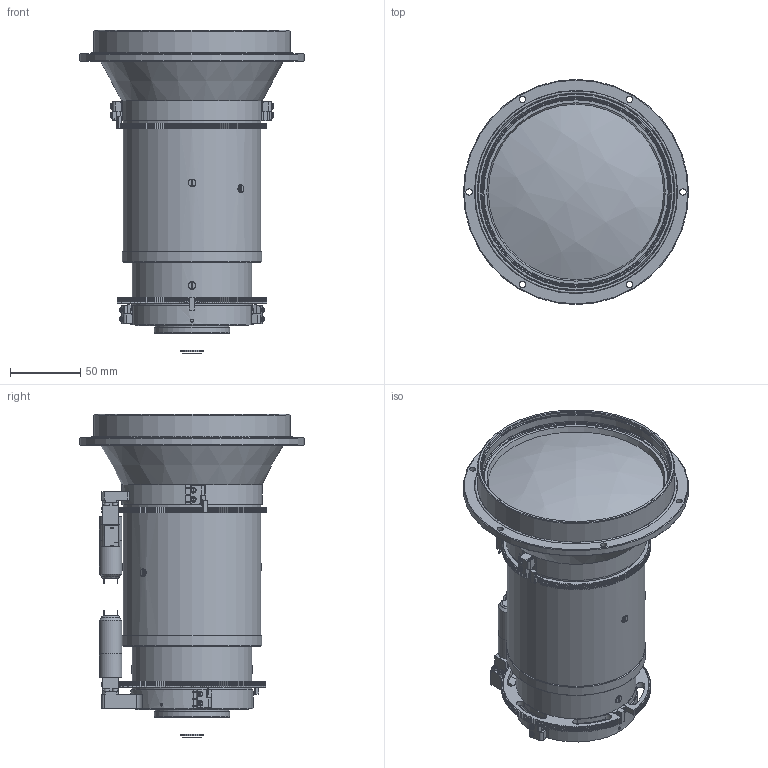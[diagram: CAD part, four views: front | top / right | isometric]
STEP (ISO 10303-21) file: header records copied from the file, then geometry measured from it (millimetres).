
FILE_DESCRIPTION (( 'STEP AP214' ), '1' );
FILE_NAME ('LE-0001-A-ZM-30-150F1.2连续变焦镜头外形图-20211012.STEP', '2023-11-06T08:28:13', ( 'Windows User' ), ( 'P R C' ), 'SwSTEP 2.0', 'SolidWorks 2020', '' );
FILE_SCHEMA (( 'AUTOMOTIVE_DESIGN' ));
Length unit declared in the file: millimetre
Products named in the file (1): LE-0001-A-ZM-30-150F1.2连续变焦镜头外形图-20211012
Bounding box: 160 x 160 x 229.87 mm (x, y, z)
Surface area: 149069.7 mm2 (no closed solid volume)
Topology: 0 solids, 54 shells, 4412 faces, 12535 edges, 8303 vertices
Faces by surface type: cylinder 2366, bspline 1030, plane 899, cone 117
Full cylindrical faces by diameter (mm): 0.5 x4, 0.8 x6, 1.6 x14, 2 x26, 2.05 x3, 2.2 x8, 2.4 x10, 2.5 x8, 3 x6, 3.5 x8, 3.8 x10, 4 x2, 4.3 x8, 4.5 x6, 6 x4, 8 x2, 10 x4, 12.7 x2, 13 x2, 15.655 x1, 16 x4, 49 x1, 52.5 x1, 54 x1, 85 x2, 98 x2, 99 x1, 131 x1, 133 x1, 134.5 x1
Entity records: 239718 total; most frequent: CARTESIAN_POINT 129225, ORIENTED_EDGE 24218, DIRECTION 21494, EDGE_CURVE 12110, AXIS2_PLACEMENT_3D 8274, VERTEX_POINT 8156, VECTOR 4946, LINE 4946
